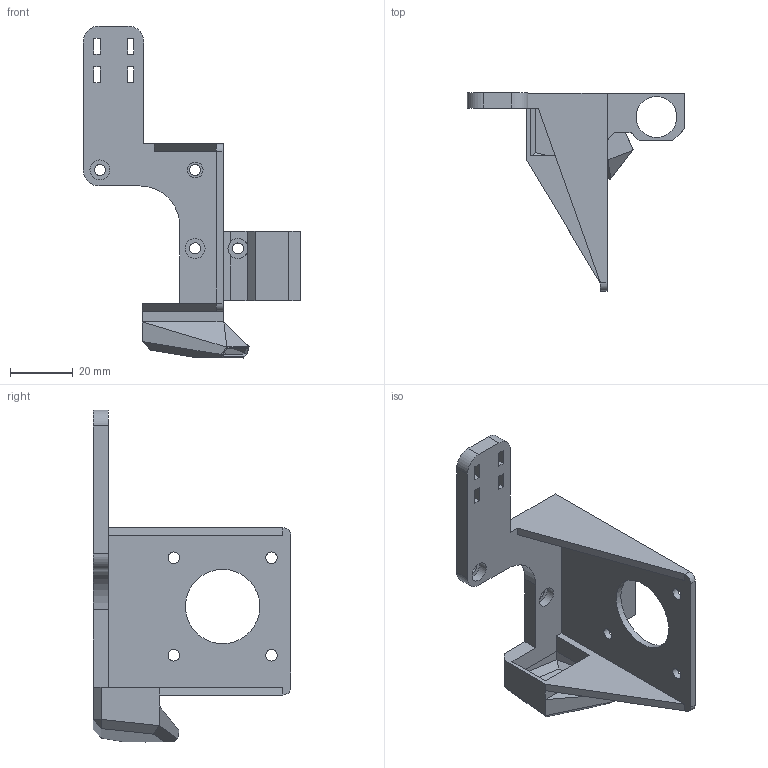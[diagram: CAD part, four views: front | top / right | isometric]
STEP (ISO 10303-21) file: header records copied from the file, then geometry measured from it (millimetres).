
FILE_DESCRIPTION(/* description */ (''),/* implementation_level */ '2;1');
FILE_NAME(/* name */ 'Titan Mount.step',/* time_stamp */ '2019-11-06T13:23:33-05:00',/* author */ (''),/* organization */ (''),/* preprocessor_version */ 'ST-DEVELOPER v18',/* originating_system */ 'Autodesk Translation Framework v8.9.1.1155',/* authorisation */ '');
FILE_SCHEMA (('AUTOMOTIVE_DESIGN { 1 0 10303 214 3 1 1 }'));
Length unit declared in the file: inch
Products named in the file (1): Titan Mount
Bounding box: 69 x 62.82 x 105.42 mm (x, y, z)
Volume: 23652.4 mm3; surface area: 19606.5 mm2
Topology: 1 solids, 1 shells, 130 faces, 380 edges, 254 vertices
Faces by surface type: plane 96, cylinder 31, bspline 2, cone 1
Full cylindrical faces by diameter (mm): 2.529 x5, 3.086 x4, 3.505 x4, 3.658 x4, 6.35 x3, 12.954 x1, 23.622 x1
Entity records: 6121 total; most frequent: CARTESIAN_POINT 2609, ORIENTED_EDGE 760, DIRECTION 640, EDGE_CURVE 380, LINE 288, VECTOR 288, VERTEX_POINT 254, AXIS2_PLACEMENT_3D 176
